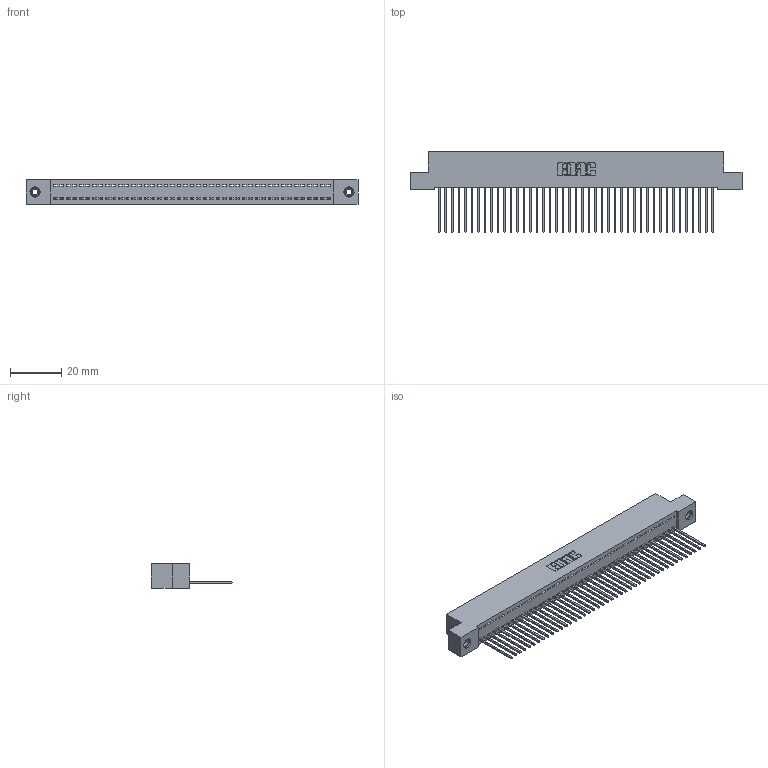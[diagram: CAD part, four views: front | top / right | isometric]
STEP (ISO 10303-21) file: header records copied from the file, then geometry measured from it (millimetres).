
FILE_DESCRIPTION (( 'STEP AP203' ), '1' );
FILE_NAME ('342-043-542-108.STEP', '2018-08-12T13:57:25', ( '' ), ( '' ), 'SwSTEP 2.0', 'SolidWorks 2016', '' );
FILE_SCHEMA (( 'CONFIG_CONTROL_DESIGN' ));
Length unit declared in the file: inch
Products named in the file (4): 342 Part_TI; 345-292-001_345-293-142; 345-250-001_345-250-003-102; 342-043-542-108
Assembly tree (46 placements, depth 2):
  342-043-542-108
    342 Part_TI
    345-292-001_345-293-142  x43
    345-250-001_345-250-003-102  x2
Bounding box: 129.54 x 31.63 x 9.4 mm (x, y, z)
Volume: 11451.7 mm3; surface area: 17436.3 mm2
Topology: 46 solids, 46 shells, 2664 faces, 8003 edges, 5270 vertices
Faces by surface type: plane 1904, cylinder 744, cone 12, torus 4
Entity records: 27230 total; most frequent: CARTESIAN_POINT 4678, ORIENTED_EDGE 4650, DIRECTION 3977, EDGE_CURVE 2325, LINE 2177, VECTOR 2177, VERTEX_POINT 1544, AXIS2_PLACEMENT_3D 900
